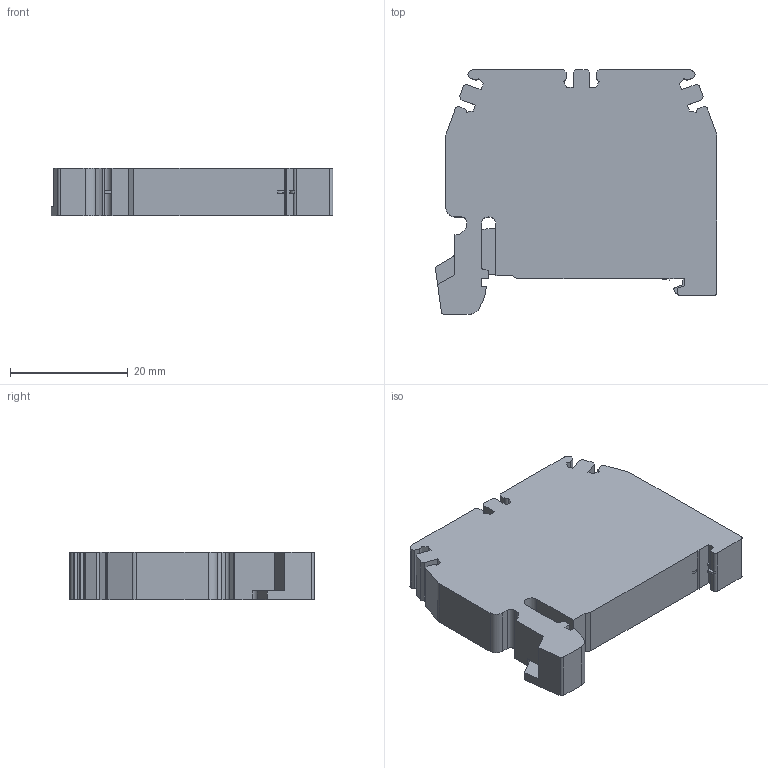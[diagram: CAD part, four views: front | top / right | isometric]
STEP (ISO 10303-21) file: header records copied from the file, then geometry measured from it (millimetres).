
FILE_DESCRIPTION((''),'2;1');
FILE_NAME('ASM0001_ASM','2022-09-21T14:01:26',('klemen.sitar'),('Audax d.o.o.'),'CREO PARAMETRIC BY PTC INC, 2021304','CREO PARAMETRIC BY PTC INC, 2021304','');
FILE_SCHEMA(('AP242_MANAGED_MODEL_BASED_3D_ENGINEERING_MIM_LF { 1 0 10303 442 1 1 4 }'));
Length unit declared in the file: millimetre
Products named in the file (2): BTO_PRT-41110_1; ASM0001_ASM
Assembly tree (1 placements, depth 2):
  ASM0001_ASM
    BTO_PRT-41110_1
Bounding box: 47.82 x 41.5 x 8 mm (x, y, z)
Volume: 12648.3 mm3; surface area: 5113.6 mm2
Topology: 1 solids, 1 shells, 119 faces, 359 edges, 242 vertices
Faces by surface type: plane 91, cylinder 28
Entity records: 6265 total; most frequent: CARTESIAN_POINT 729, ORIENTED_EDGE 718, DIRECTION 669, PRESENTATION_STYLE_ASSIGNMENT 482, STYLED_ITEM 482, CURVE_STYLE 362, EDGE_CURVE 359, VECTOR 297
